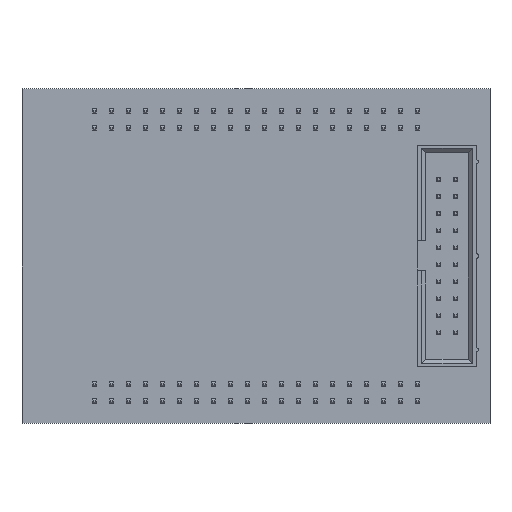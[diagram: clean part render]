
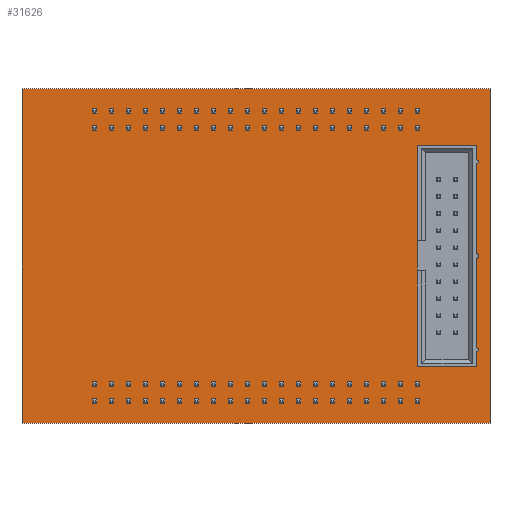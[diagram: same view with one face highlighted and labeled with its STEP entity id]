
A CAD part, top view. The second image highlights one B-rep face of the part: STEP entity #31626.
In plain terms, the highlighted planar face has unit normal (0, 0, 1).
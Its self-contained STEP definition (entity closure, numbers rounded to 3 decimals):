
#1475 = ORIENTED_EDGE ( 'NONE', *, *, #3384, .T. ) ;
#3384 = EDGE_CURVE ( 'NONE', #19488, #10095, #66851, .T. ) ;
#4295 = CARTESIAN_POINT ( 'NONE',  ( -11.164, 61.387, 55.838 ) ) ;
#4961 = DIRECTION ( 'NONE',  ( -1., 0., 0. ) ) ;
#7532 = DIRECTION ( 'NONE',  ( -1., 0., 0. ) ) ;
#9110 = EDGE_CURVE ( 'NONE', #25508, #26705, #22220, .T. ) ;
#9381 = VECTOR ( 'NONE', #49035, 1000. ) ;
#9911 = EDGE_LOOP ( 'NONE', ( #92949, #33767, #94396, #1475 ) ) ;
#10095 = VERTEX_POINT ( 'NONE', #13350 ) ;
#10406 = EDGE_CURVE ( 'NONE', #10095, #25508, #71858, .T. ) ;
#13350 = CARTESIAN_POINT ( 'NONE',  ( -11.164, 61.387, 55.838 ) ) ;
#19488 = VERTEX_POINT ( 'NONE', #79070 ) ;
#22220 = LINE ( 'NONE', #87771, #71256 ) ;
#25508 = VERTEX_POINT ( 'NONE', #92679 ) ;
#26705 = VERTEX_POINT ( 'NONE', #53420 ) ;
#31626 = ADVANCED_FACE ( 'NONE', ( #38640 ), #62204, .F. ) ;
#33767 = ORIENTED_EDGE ( 'NONE', *, *, #9110, .T. ) ;
#37255 = CARTESIAN_POINT ( 'NONE',  ( -11.164, 11.387, 55.838 ) ) ;
#38640 = FACE_OUTER_BOUND ( 'NONE', #9911, .T. ) ;
#46659 = DIRECTION ( 'NONE',  ( 1., 0., 0. ) ) ;
#49035 = DIRECTION ( 'NONE',  ( 0., -1., 0. ) ) ;
#52935 = EDGE_CURVE ( 'NONE', #26705, #19488, #55028, .T. ) ;
#53420 = CARTESIAN_POINT ( 'NONE',  ( 58.836, 11.387, 55.838 ) ) ;
#55028 = LINE ( 'NONE', #78998, #89325 ) ;
#62204 = PLANE ( 'NONE',  #72048 ) ;
#66851 = LINE ( 'NONE', #4295, #71812 ) ;
#71256 = VECTOR ( 'NONE', #46659, 1000. ) ;
#71812 = VECTOR ( 'NONE', #4961, 1000. ) ;
#71858 = LINE ( 'NONE', #79891, #9381 ) ;
#72048 = AXIS2_PLACEMENT_3D ( 'NONE', #37255, #84452, #7532 ) ;
#78998 = CARTESIAN_POINT ( 'NONE',  ( 58.836, 11.387, 55.838 ) ) ;
#79070 = CARTESIAN_POINT ( 'NONE',  ( 58.836, 61.387, 55.838 ) ) ;
#79891 = CARTESIAN_POINT ( 'NONE',  ( -11.164, 11.387, 55.838 ) ) ;
#84452 = DIRECTION ( 'NONE',  ( 0., 0., -1. ) ) ;
#87771 = CARTESIAN_POINT ( 'NONE',  ( -11.164, 11.387, 55.838 ) ) ;
#88179 = DIRECTION ( 'NONE',  ( 0., 1., 0. ) ) ;
#89325 = VECTOR ( 'NONE', #88179, 1000. ) ;
#92679 = CARTESIAN_POINT ( 'NONE',  ( -11.164, 11.387, 55.838 ) ) ;
#92949 = ORIENTED_EDGE ( 'NONE', *, *, #10406, .T. ) ;
#94396 = ORIENTED_EDGE ( 'NONE', *, *, #52935, .T. ) ;
